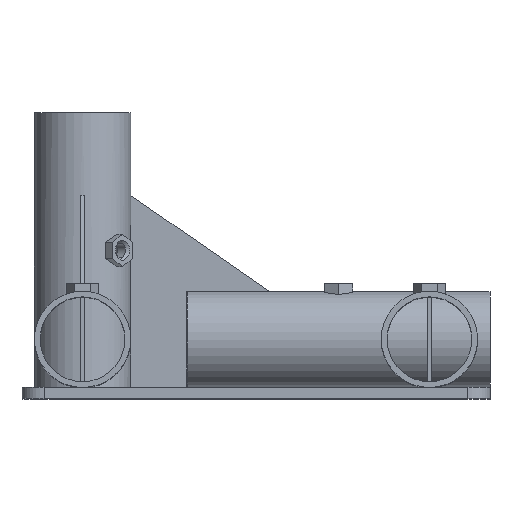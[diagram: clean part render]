
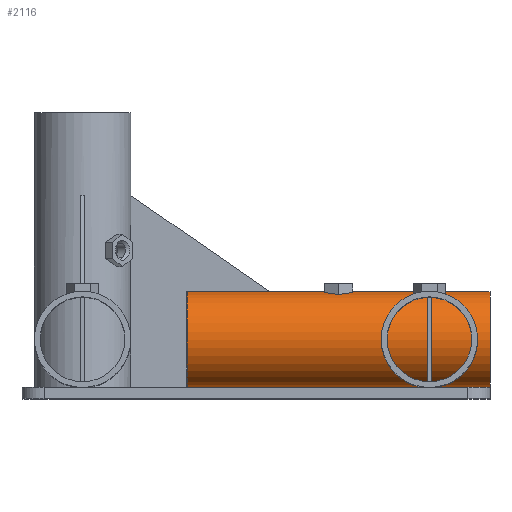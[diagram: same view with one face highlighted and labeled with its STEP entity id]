
A CAD part, top view. The second image highlights one B-rep face of the part: STEP entity #2116.
In plain terms, the highlighted cylindrical face has radius 17.5 mm (diameter 35 mm), a partial arc.
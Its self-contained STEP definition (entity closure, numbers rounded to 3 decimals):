
#51 = ORIENTED_EDGE ( 'NONE', *, *, #5228, .T. ) ;
#111 = EDGE_CURVE ( 'NONE', #2787, #2162, #5284, .T. ) ;
#213 = CIRCLE ( 'NONE', #2475, 17.5 ) ;
#344 = B_SPLINE_CURVE_WITH_KNOTS ( 'NONE', 3,
 ( #1283, #1596, #3026, #2672 ),
 .UNSPECIFIED., .F., .F.,
 ( 4, 4 ),
 ( 0., 1. ),
 .UNSPECIFIED. ) ;
#387 = DIRECTION ( 'NONE',  ( 0., 0.986, 0.168 ) ) ;
#406 = CIRCLE ( 'NONE', #3303, 17.5 ) ;
#552 = AXIS2_PLACEMENT_3D ( 'NONE', #1630, #5072, #2012 ) ;
#617 = DIRECTION ( 'NONE',  ( -1., 0., 0. ) ) ;
#634 = CIRCLE ( 'NONE', #552, 17.5 ) ;
#673 = CARTESIAN_POINT ( 'NONE',  ( 85., 21.5, -58. ) ) ;
#781 = ORIENTED_EDGE ( 'NONE', *, *, #981, .T. ) ;
#792 = CARTESIAN_POINT ( 'NONE',  ( 30., 37.979, -52.111 ) ) ;
#922 = VERTEX_POINT ( 'NONE', #3608 ) ;
#939 = EDGE_CURVE ( 'NONE', #2162, #2187, #406, .T. ) ;
#976 = CARTESIAN_POINT ( 'NONE',  ( 85., 4., -58. ) ) ;
#981 = EDGE_CURVE ( 'NONE', #2787, #4004, #344, .T. ) ;
#1143 = ORIENTED_EDGE ( 'NONE', *, *, #4453, .T. ) ;
#1147 = ORIENTED_EDGE ( 'NONE', *, *, #3237, .F. ) ;
#1283 = CARTESIAN_POINT ( 'NONE',  ( 30., 37.979, -52.111 ) ) ;
#1358 = EDGE_CURVE ( 'NONE', #3967, #922, #1944, .T. ) ;
#1466 = ORIENTED_EDGE ( 'NONE', *, *, #111, .F. ) ;
#1549 = CARTESIAN_POINT ( 'NONE',  ( 24.9, 39., -58. ) ) ;
#1596 = CARTESIAN_POINT ( 'NONE',  ( 28.527, 38.283, -52.962 ) ) ;
#1630 = CARTESIAN_POINT ( 'NONE',  ( 24.9, 21.5, -58. ) ) ;
#1679 = ORIENTED_EDGE ( 'NONE', *, *, #1686, .T. ) ;
#1682 = AXIS2_PLACEMENT_3D ( 'NONE', #5323, #2658, #3626 ) ;
#1686 = EDGE_CURVE ( 'NONE', #922, #2187, #3663, .T. ) ;
#1709 = CYLINDRICAL_SURFACE ( 'NONE', #1682, 17.5 ) ;
#1854 = EDGE_LOOP ( 'NONE', ( #1466, #781, #51, #1143, #5517, #1147, #2245, #1679, #4399 ) ) ;
#1925 = LINE ( 'NONE', #1549, #3404 ) ;
#1944 = CIRCLE ( 'NONE', #3133, 17.5 ) ;
#2012 = DIRECTION ( 'NONE',  ( 0., 0.986, 0.168 ) ) ;
#2057 = CARTESIAN_POINT ( 'NONE',  ( -25., 21.5, -58. ) ) ;
#2116 = ADVANCED_FACE ( 'NONE', ( #5625 ), #1709, .T. ) ;
#2162 = VERTEX_POINT ( 'NONE', #4432 ) ;
#2187 = VERTEX_POINT ( 'NONE', #4045 ) ;
#2245 = ORIENTED_EDGE ( 'NONE', *, *, #1358, .T. ) ;
#2274 = DIRECTION ( 'NONE',  ( -1., 0., 0. ) ) ;
#2332 = DIRECTION ( 'NONE',  ( 0., -1., 0. ) ) ;
#2373 = DIRECTION ( 'NONE',  ( -1., 0., 0. ) ) ;
#2431 = VERTEX_POINT ( 'NONE', #2824 ) ;
#2475 = AXIS2_PLACEMENT_3D ( 'NONE', #2057, #2373, #5513 ) ;
#2658 = DIRECTION ( 'NONE',  ( -1., 0., 0. ) ) ;
#2672 = CARTESIAN_POINT ( 'NONE',  ( 24.9, 38.751, -55.056 ) ) ;
#2747 = CARTESIAN_POINT ( 'NONE',  ( 85., 4., -58. ) ) ;
#2787 = VERTEX_POINT ( 'NONE', #3803 ) ;
#2824 = CARTESIAN_POINT ( 'NONE',  ( -25., 39., -58. ) ) ;
#3016 = VERTEX_POINT ( 'NONE', #3248 ) ;
#3019 = CARTESIAN_POINT ( 'NONE',  ( 33.361, 38.579, -54.052 ) ) ;
#3026 = CARTESIAN_POINT ( 'NONE',  ( 26.827, 38.561, -53.943 ) ) ;
#3133 = AXIS2_PLACEMENT_3D ( 'NONE', #673, #4932, #2332 ) ;
#3235 = DIRECTION ( 'NONE',  ( -1., 0., 0. ) ) ;
#3237 = EDGE_CURVE ( 'NONE', #3967, #3611, #4520, .T. ) ;
#3248 = CARTESIAN_POINT ( 'NONE',  ( 24.9, 39., -58. ) ) ;
#3303 = AXIS2_PLACEMENT_3D ( 'NONE', #5169, #4227, #387 ) ;
#3358 = EDGE_CURVE ( 'NONE', #3611, #2431, #213, .T. ) ;
#3404 = VECTOR ( 'NONE', #617, 1000. ) ;
#3441 = CARTESIAN_POINT ( 'NONE',  ( 31.661, 38.322, -53.07 ) ) ;
#3473 = CARTESIAN_POINT ( 'NONE',  ( 35.1, 38.751, -55.056 ) ) ;
#3608 = CARTESIAN_POINT ( 'NONE',  ( 85., 39., -58. ) ) ;
#3611 = VERTEX_POINT ( 'NONE', #5356 ) ;
#3626 = DIRECTION ( 'NONE',  ( 0., -1., 0. ) ) ;
#3663 = LINE ( 'NONE', #4503, #4147 ) ;
#3803 = CARTESIAN_POINT ( 'NONE',  ( 30., 37.979, -52.111 ) ) ;
#3967 = VERTEX_POINT ( 'NONE', #976 ) ;
#4004 = VERTEX_POINT ( 'NONE', #5529 ) ;
#4045 = CARTESIAN_POINT ( 'NONE',  ( 35.1, 39., -58. ) ) ;
#4147 = VECTOR ( 'NONE', #2274, 1000. ) ;
#4227 = DIRECTION ( 'NONE',  ( -1., 0., 0. ) ) ;
#4399 = ORIENTED_EDGE ( 'NONE', *, *, #939, .F. ) ;
#4432 = CARTESIAN_POINT ( 'NONE',  ( 35.1, 38.751, -55.056 ) ) ;
#4453 = EDGE_CURVE ( 'NONE', #3016, #2431, #1925, .T. ) ;
#4503 = CARTESIAN_POINT ( 'NONE',  ( 85., 39., -58. ) ) ;
#4520 = LINE ( 'NONE', #2747, #5489 ) ;
#4932 = DIRECTION ( 'NONE',  ( -1., 0., 0. ) ) ;
#5072 = DIRECTION ( 'NONE',  ( -1., 0., 0. ) ) ;
#5169 = CARTESIAN_POINT ( 'NONE',  ( 35.1, 21.5, -58. ) ) ;
#5228 = EDGE_CURVE ( 'NONE', #4004, #3016, #634, .T. ) ;
#5284 = B_SPLINE_CURVE_WITH_KNOTS ( 'NONE', 3,
 ( #792, #3441, #3019, #3473 ),
 .UNSPECIFIED., .F., .F.,
 ( 4, 4 ),
 ( 0., 1. ),
 .UNSPECIFIED. ) ;
#5323 = CARTESIAN_POINT ( 'NONE',  ( 85., 21.5, -58. ) ) ;
#5356 = CARTESIAN_POINT ( 'NONE',  ( -25., 4., -58. ) ) ;
#5489 = VECTOR ( 'NONE', #3235, 1000. ) ;
#5513 = DIRECTION ( 'NONE',  ( 0., -1., 0. ) ) ;
#5517 = ORIENTED_EDGE ( 'NONE', *, *, #3358, .F. ) ;
#5529 = CARTESIAN_POINT ( 'NONE',  ( 24.9, 38.751, -55.056 ) ) ;
#5625 = FACE_OUTER_BOUND ( 'NONE', #1854, .T. ) ;
